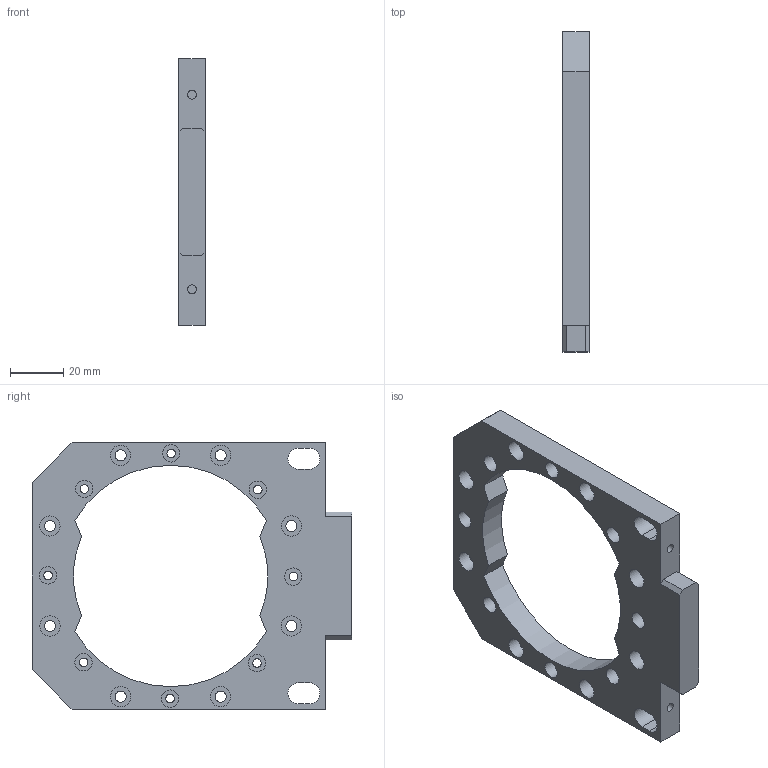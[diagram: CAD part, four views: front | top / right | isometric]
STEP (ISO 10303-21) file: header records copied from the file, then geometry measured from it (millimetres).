
FILE_DESCRIPTION(/* description */ ('','CAx-IF Rec.Pracs.---Representation and Presentation of Product Manufacturing Information (PMI)---4.0---2014-10-13'),/* implementation_level */ '2;1');
FILE_NAME(/* name */ 'Roll Motor Mount.step',/* time_stamp */ '2024-12-07T11:49:34+08:00',/* author */ (''),/* organization */ (''),/* preprocessor_version */ 'ST-DEVELOPER v20',/* originating_system */ 'Autodesk Translation Framework v13.20.0.188',/* authorisation */ '');
FILE_SCHEMA (('AP242_MANAGED_MODEL_BASED_3D_ENGINEERING_MIM_LF { 1 0 10303 442 1 1 4 }'));
Length unit declared in the file: millimetre
Products named in the file (1): Roll Motor Mount
Bounding box: 10 x 120 x 100 mm (x, y, z)
Volume: 56080.2 mm3; surface area: 22195.7 mm2
Topology: 1 solids, 1 shells, 84 faces, 192 edges, 128 vertices
Faces by surface type: cylinder 42, plane 42
Full cylindrical faces by diameter (mm): 3.2 x8, 3.3 x2, 4.1 x8, 6.5 x8, 7.6 x8
Entity records: 2516 total; most frequent: DIRECTION 446, CARTESIAN_POINT 405, ORIENTED_EDGE 384, EDGE_CURVE 192, AXIS2_PLACEMENT_3D 169, EDGE_LOOP 140, VERTEX_POINT 128, LINE 108
